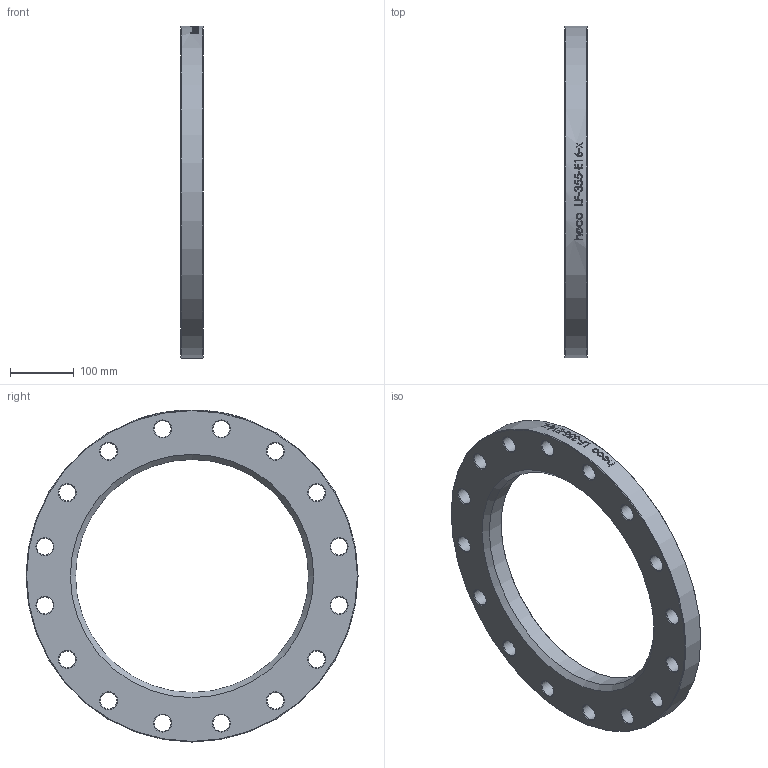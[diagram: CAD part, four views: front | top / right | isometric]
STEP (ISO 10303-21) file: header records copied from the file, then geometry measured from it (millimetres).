
FILE_DESCRIPTION (( 'STEP AP214' ), '1' );
FILE_NAME ('LF-355-E16-x Loser Flansch 2101.STEP', '2021-01-21T11:34:58', ( '' ), ( '' ), 'SwSTEP 2.0', 'SolidWorks 2019', '' );
FILE_SCHEMA (( 'AUTOMOTIVE_DESIGN' ));
Length unit declared in the file: millimetre
Products named in the file (1): LF-355-E16-x Loser Flansch 2101
Bounding box: 35 x 520 x 520 mm (x, y, z)
Volume: 3431310.2 mm3; surface area: 332154.4 mm2
Topology: 1 solids, 1 shells, 75 faces, 310 edges, 255 vertices
Faces by surface type: cylinder 37, cone 36, plane 2
Full cylindrical faces by diameter (mm): 26 x16, 365 x1, 520 x1
Entity records: 6571 total; most frequent: CARTESIAN_POINT 4044, ORIENTED_EDGE 470, DIRECTION 406, EDGE_CURVE 235, VERTEX_POINT 235, AXIS2_PLACEMENT_3D 188, EDGE_LOOP 182, CIRCLE 112
